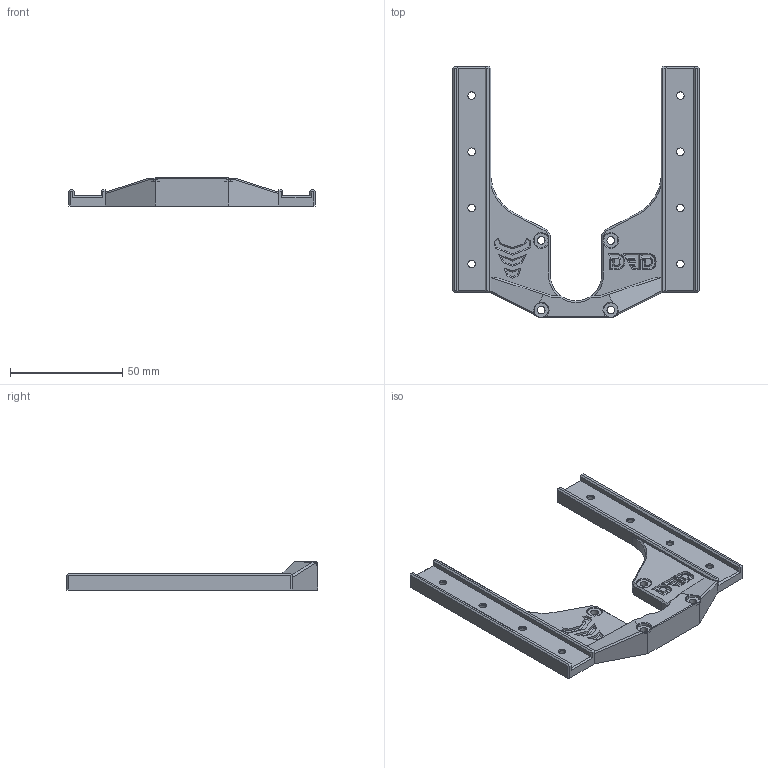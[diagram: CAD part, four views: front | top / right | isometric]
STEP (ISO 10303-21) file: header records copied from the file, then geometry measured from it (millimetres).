
FILE_DESCRIPTION(('HOOPS Exchange Step'),'2;1');
FILE_NAME('temp_export','2024-03-18T21:06:40+19:00',('DentedAF'),('Shapr3D Limited'),'HOOPS Exchange 2023.2','Shapr3D','Authorized');
FILE_SCHEMA( ('AUTOMOTIVE_DESIGN { 1 0 10303 214 1 1 1 1 }') );
Length unit declared in the file: millimetre
Products named in the file (1): root
Bounding box: 110 x 111.8 x 12.5 mm (x, y, z)
Volume: 33730.2 mm3; surface area: 18050.3 mm2
Topology: 1 solids, 1 shells, 269 faces, 708 edges, 455 vertices
Faces by surface type: plane 212, cylinder 28, cone 19, bspline 10
Full cylindrical faces by diameter (mm): 3.4 x12, 4.7 x8, 6.4 x4
Entity records: 8984 total; most frequent: CARTESIAN_POINT 2294, ORIENTED_EDGE 1416, DIRECTION 1298, EDGE_CURVE 708, VECTOR 552, LINE 552, VERTEX_POINT 455, AXIS2_PLACEMENT_3D 373
